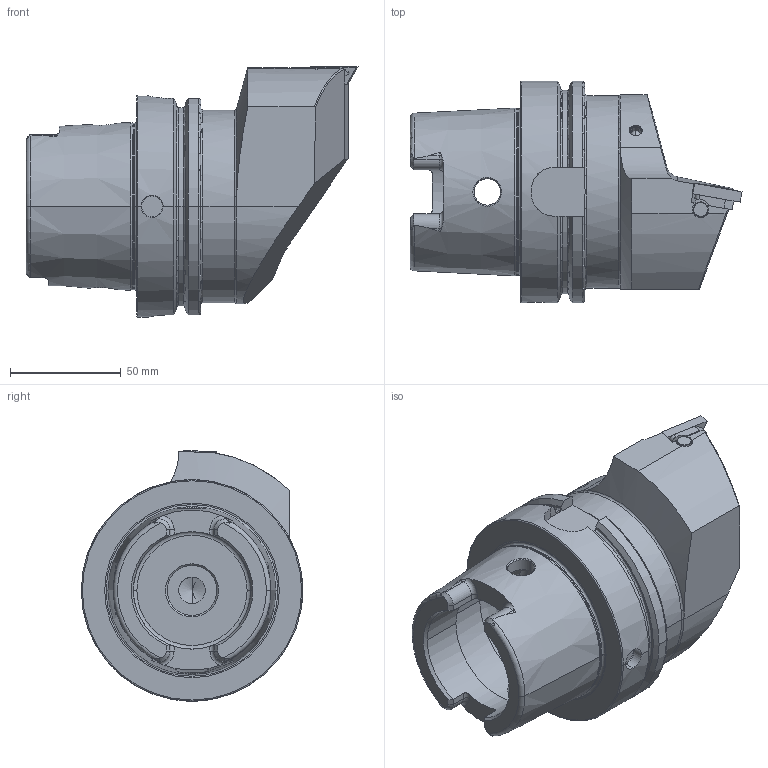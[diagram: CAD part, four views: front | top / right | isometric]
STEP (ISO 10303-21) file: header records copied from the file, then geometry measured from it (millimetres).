
FILE_DESCRIPTION (( 'STEP AP203' ), '1' );
FILE_NAME ('HA0-KGC.LGR.100.STEP', '2017-03-30T12:56:04', ( 'SwiAdmin' ), ( '' ), 'SwSTEP 2.0', 'SolidWorks 2015', '' );
FILE_SCHEMA (( 'CONFIG_CONTROL_DESIGN' ));
Length unit declared in the file: millimetre
Products named in the file (7): Triag S22 T; TRIAG YI22; KVT_MB_600_060; Triag SU22 T; LT22NR; HA0-KGC.LGR.100; HA0-KGC.LGR.100_B_Fertigbearbeitung
Assembly tree (6 placements, depth 2):
  HA0-KGC.LGR.100
    HA0-KGC.LGR.100_B_Fertigbearbeitung
    TRIAG YI22
    Triag SU22 T
    LT22NR
    Triag S22 T
    KVT_MB_600_060
Bounding box: 149.9 x 100 x 113 mm (x, y, z)
Volume: 541057.1 mm3; surface area: 69496.9 mm2
Topology: 7 solids, 7 shells, 291 faces, 727 edges, 445 vertices
Faces by surface type: cylinder 85, plane 80, cone 73, torus 44, bspline 7, sphere 2
Entity records: 10790 total; most frequent: CARTESIAN_POINT 3261, DIRECTION 1447, ORIENTED_EDGE 1428, EDGE_CURVE 714, AXIS2_PLACEMENT_3D 580, VERTEX_POINT 442, EDGE_LOOP 308, FACE_OUTER_BOUND 291
